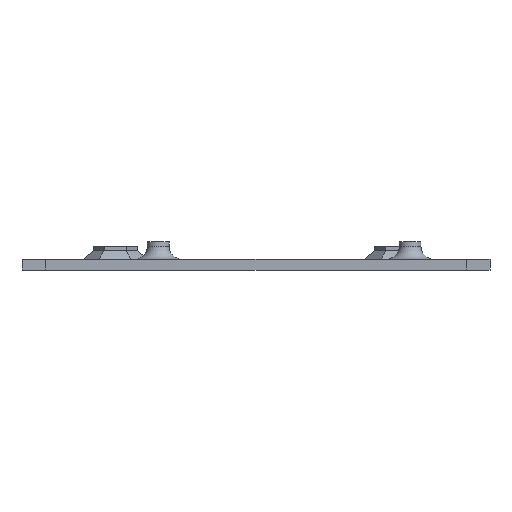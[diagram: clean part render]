
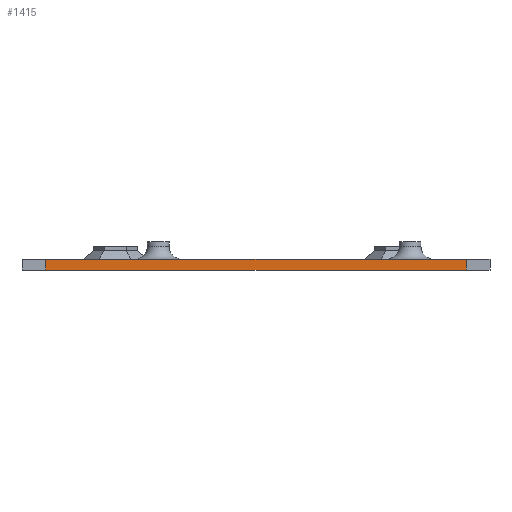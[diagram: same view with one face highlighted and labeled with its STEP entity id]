
A CAD part, front view. The second image highlights one B-rep face of the part: STEP entity #1415.
In plain terms, the highlighted planar face has unit normal (0, -1, 0).
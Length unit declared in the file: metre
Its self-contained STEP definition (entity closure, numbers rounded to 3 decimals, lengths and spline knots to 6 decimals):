
#66=LINE('',#2083,#199);
#89=LINE('',#2191,#222);
#103=LINE('',#2224,#236);
#104=LINE('',#2226,#237);
#199=VECTOR('',#1665,1.);
#222=VECTOR('',#1752,1.);
#236=VECTOR('',#1786,1.);
#237=VECTOR('',#1789,1.);
#426=ORIENTED_EDGE('',*,*,#752,.F.);
#427=ORIENTED_EDGE('',*,*,#770,.F.);
#428=ORIENTED_EDGE('',*,*,#699,.T.);
#429=ORIENTED_EDGE('',*,*,#769,.T.);
#699=EDGE_CURVE('',#882,#881,#66,.T.);
#752=EDGE_CURVE('',#934,#935,#89,.T.);
#769=EDGE_CURVE('',#881,#935,#103,.T.);
#770=EDGE_CURVE('',#882,#934,#104,.T.);
#881=VERTEX_POINT('',#2082);
#882=VERTEX_POINT('',#2084);
#934=VERTEX_POINT('',#2190);
#935=VERTEX_POINT('',#2192);
#1088=EDGE_LOOP('',(#426,#427,#428,#429));
#1241=FACE_BOUND('',#1088,.T.);
#1357=PLANE('',#1548);
#1415=ADVANCED_FACE('',(#1241),#1357,.T.);
#1548=AXIS2_PLACEMENT_3D('',#2225,#1787,#1788);
#1665=DIRECTION('',(-1.,0.,0.));
#1752=DIRECTION('',(-1.,0.,0.));
#1786=DIRECTION('',(0.,0.,-1.));
#1787=DIRECTION('',(0.,-1.,0.));
#1788=DIRECTION('',(0.,0.,-1.));
#1789=DIRECTION('',(0.,0.,-1.));
#2082=CARTESIAN_POINT('',(-0.048475,-0.07495,0.0025));
#2083=CARTESIAN_POINT('',(0.,-0.07495,0.0025));
#2084=CARTESIAN_POINT('',(0.048475,-0.07495,0.0025));
#2190=CARTESIAN_POINT('',(0.048475,-0.07495,0.));
#2191=CARTESIAN_POINT('',(0.,-0.07495,0.));
#2192=CARTESIAN_POINT('',(-0.048475,-0.07495,0.));
#2224=CARTESIAN_POINT('',(-0.048475,-0.07495,0.0025));
#2225=CARTESIAN_POINT('',(0.,-0.07495,0.0025));
#2226=CARTESIAN_POINT('',(0.048475,-0.07495,0.0025));
